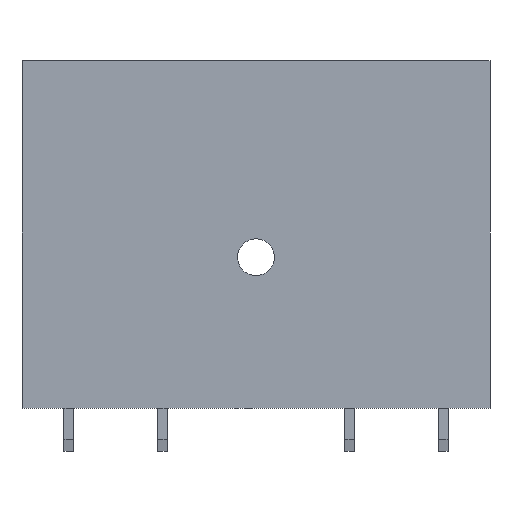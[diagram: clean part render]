
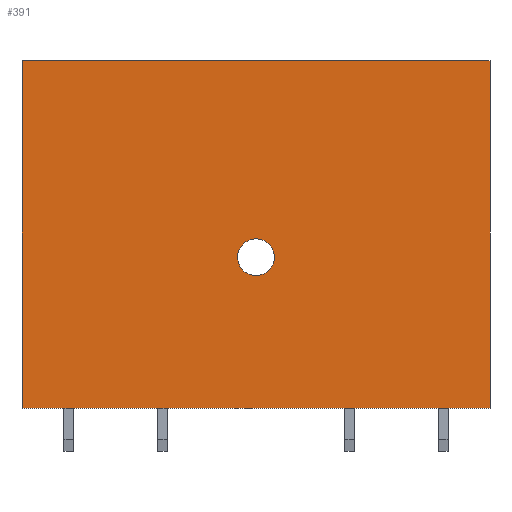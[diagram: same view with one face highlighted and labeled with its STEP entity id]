
A CAD part, front view. The second image highlights one B-rep face of the part: STEP entity #391.
In plain terms, the highlighted planar face has unit normal (0, -1, 0).
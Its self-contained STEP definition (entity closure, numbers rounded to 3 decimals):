
#346=AXIS2_PLACEMENT_3D('Plane Axis2P3D',#343,#344,#345) ;
#375=AXIS2_PLACEMENT_3D('Circle Axis2P3D',#373,#374,$) ;
#384=AXIS2_PLACEMENT_3D('Circle Axis2P3D',#382,#383,$) ;
#42=CARTESIAN_POINT('Vertex',(38.1,0.,3.5)) ;
#45=CARTESIAN_POINT('Line Origine',(19.05,0.,3.5)) ;
#49=CARTESIAN_POINT('Vertex',(0.,0.,3.5)) ;
#343=CARTESIAN_POINT('Axis2P3D Location',(0.,0.,31.8)) ;
#348=CARTESIAN_POINT('Line Origine',(38.1,0.,17.65)) ;
#352=CARTESIAN_POINT('Vertex',(38.1,0.,31.8)) ;
#355=CARTESIAN_POINT('Line Origine',(19.05,0.,31.8)) ;
#359=CARTESIAN_POINT('Vertex',(0.,0.,31.8)) ;
#362=CARTESIAN_POINT('Line Origine',(0.,0.,17.65)) ;
#373=CARTESIAN_POINT('Axis2P3D Location',(19.05,0.,15.8)) ;
#377=CARTESIAN_POINT('Vertex',(18.331,0.,17.116)) ;
#379=CARTESIAN_POINT('Vertex',(19.769,0.,14.484)) ;
#382=CARTESIAN_POINT('Axis2P3D Location',(19.05,0.,15.8)) ;
#46=DIRECTION('Vector Direction',(1.,0.,0.)) ;
#344=DIRECTION('Axis2P3D Direction',(0.,-1.,0.)) ;
#345=DIRECTION('Axis2P3D XDirection',(0.,0.,-1.)) ;
#349=DIRECTION('Vector Direction',(0.,0.,-1.)) ;
#356=DIRECTION('Vector Direction',(1.,0.,0.)) ;
#363=DIRECTION('Vector Direction',(0.,0.,-1.)) ;
#374=DIRECTION('Axis2P3D Direction',(0.,-1.,0.)) ;
#383=DIRECTION('Axis2P3D Direction',(0.,-1.,0.)) ;
#47=VECTOR('Line Direction',#46,1.) ;
#350=VECTOR('Line Direction',#349,1.) ;
#357=VECTOR('Line Direction',#356,1.) ;
#364=VECTOR('Line Direction',#363,1.) ;
#368=ORIENTED_EDGE('',*,*,#354,.T.) ;
#369=ORIENTED_EDGE('',*,*,#361,.F.) ;
#370=ORIENTED_EDGE('',*,*,#366,.F.) ;
#371=ORIENTED_EDGE('',*,*,#51,.T.) ;
#388=ORIENTED_EDGE('',*,*,#381,.F.) ;
#389=ORIENTED_EDGE('',*,*,#386,.F.) ;
#390=FACE_BOUND('',#387,.T.) ;
#391=ADVANCED_FACE('HOUSING',(#372,#390),#347,.T.) ;
#376=CIRCLE('generated circle',#375,1.5) ;
#385=CIRCLE('generated circle',#384,1.5) ;
#51=EDGE_CURVE('',#50,#43,#48,.T.) ;
#354=EDGE_CURVE('',#43,#353,#351,.F.) ;
#361=EDGE_CURVE('',#360,#353,#358,.T.) ;
#366=EDGE_CURVE('',#50,#360,#365,.F.) ;
#381=EDGE_CURVE('',#378,#380,#376,.T.) ;
#386=EDGE_CURVE('',#380,#378,#385,.T.) ;
#367=EDGE_LOOP('',(#368,#369,#370,#371)) ;
#387=EDGE_LOOP('',(#388,#389)) ;
#372=FACE_OUTER_BOUND('',#367,.T.) ;
#48=LINE('Line',#45,#47) ;
#351=LINE('Line',#348,#350) ;
#358=LINE('Line',#355,#357) ;
#365=LINE('Line',#362,#364) ;
#347=PLANE('',#346) ;
#43=VERTEX_POINT('',#42) ;
#50=VERTEX_POINT('',#49) ;
#353=VERTEX_POINT('',#352) ;
#360=VERTEX_POINT('',#359) ;
#378=VERTEX_POINT('',#377) ;
#380=VERTEX_POINT('',#379) ;
